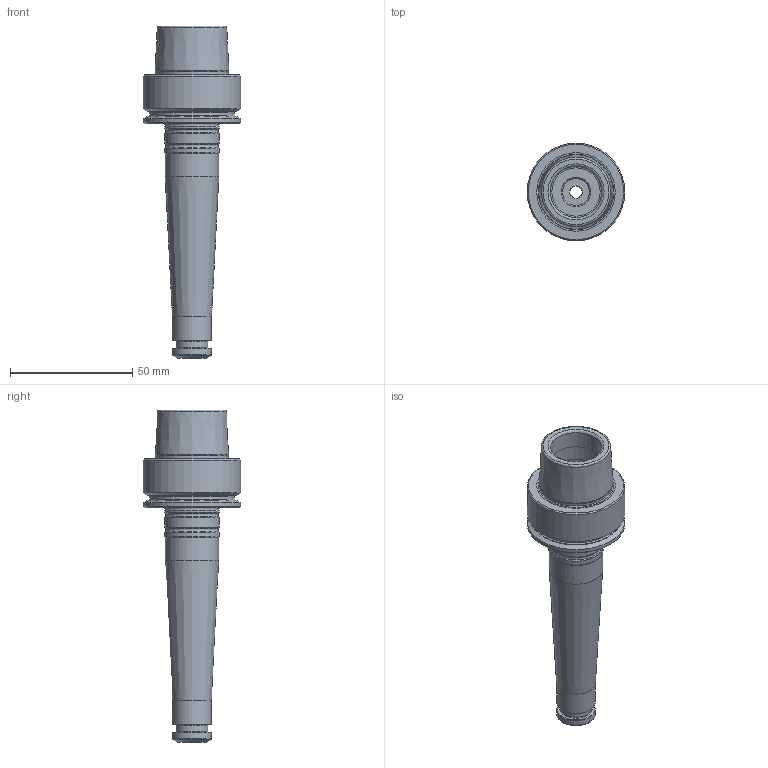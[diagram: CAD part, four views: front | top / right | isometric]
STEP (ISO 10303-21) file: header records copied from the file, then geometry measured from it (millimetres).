
FILE_DESCRIPTION(/* description */ (''),/* implementation_level */ '2;1');
FILE_NAME(/* name */ '454071064.stp',/* time_stamp */ '2021-01-08T12:24:54',/* author */ ('LRA'),/* organization */ ('REGO-FIX'),/* preprocessor_version */ ' Unknown',/* originating_system */ 'SIEMENS PLM Software Solid Edge ST10',/* authorization */ 'Unknown');
FILE_SCHEMA (('AUTOMOTIVE_DESIGN { 1 0 10303 214 2 1 1}'));
Length unit declared in the file: millimetre
Products named in the file (1): NOCUT
Bounding box: 40 x 40 x 136 mm (x, y, z)
Volume: 47480.5 mm3; surface area: 17798.4 mm2
Topology: 1 solids, 1 shells, 70 faces, 139 edges, 80 vertices
Faces by surface type: cone 24, cylinder 19, torus 16, plane 11
Full cylindrical faces by diameter (mm): 5 x1, 9 x1, 10 x1, 10.917 x1, 13 x2, 16 x2, 21 x2, 22 x1, 22.5 x3, 25.5 x1, 29.909 x1, 34.8 x1, 40 x2
Entity records: 1937 total; most frequent: DIRECTION 288, CARTESIAN_POINT 214, AXIS2_PLACEMENT_3D 144, ORIENTED_EDGE 140, EDGE_LOOP 140, FACE_BOUND 140, EDGE_CURVE 70, VERTEX_POINT 70
